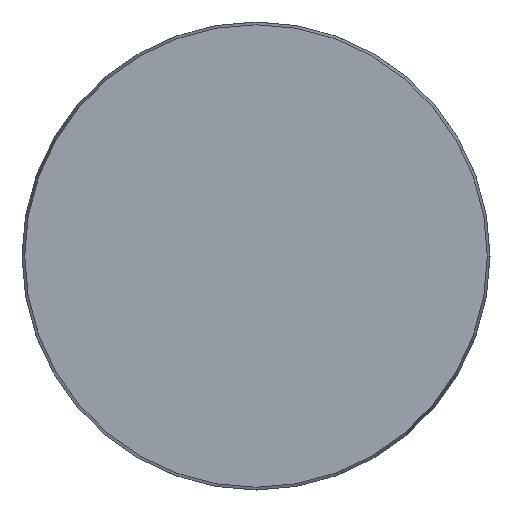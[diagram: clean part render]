
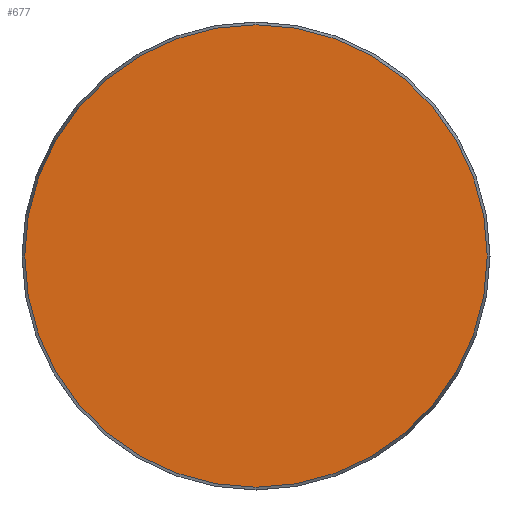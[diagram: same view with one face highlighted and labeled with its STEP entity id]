
A CAD part, front view. The second image highlights one B-rep face of the part: STEP entity #677.
In plain terms, the highlighted planar face has unit normal (0, -1, 0).
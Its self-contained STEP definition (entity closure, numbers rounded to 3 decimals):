
#7 = DIRECTION ( 'NONE',  ( 0., 0., 1. ) ) ;
#158 = EDGE_CURVE ( 'NONE', #707, #707, #527, .T. ) ;
#161 = DIRECTION ( 'NONE',  ( 0., -1., 0. ) ) ;
#239 = CARTESIAN_POINT ( 'NONE',  ( -48.425, 0., 0. ) ) ;
#347 = ORIENTED_EDGE ( 'NONE', *, *, #158, .T. ) ;
#348 = FACE_OUTER_BOUND ( 'NONE', #631, .T. ) ;
#384 = DIRECTION ( 'NONE',  ( 0., 0., -1. ) ) ;
#457 = AXIS2_PLACEMENT_3D ( 'NONE', #239, #579, #7 ) ;
#471 = PLANE ( 'NONE',  #457 ) ;
#527 = CIRCLE ( 'NONE', #630, 48.425 ) ;
#579 = DIRECTION ( 'NONE',  ( 0., 1., 0. ) ) ;
#630 = AXIS2_PLACEMENT_3D ( 'NONE', #691, #161, #384 ) ;
#631 = EDGE_LOOP ( 'NONE', ( #347 ) ) ;
#652 = CARTESIAN_POINT ( 'NONE',  ( 0., 0., -48.425 ) ) ;
#677 = ADVANCED_FACE ( 'NONE', ( #348 ), #471, .F. ) ;
#691 = CARTESIAN_POINT ( 'NONE',  ( 0., 0., 0. ) ) ;
#707 = VERTEX_POINT ( 'NONE', #652 ) ;
